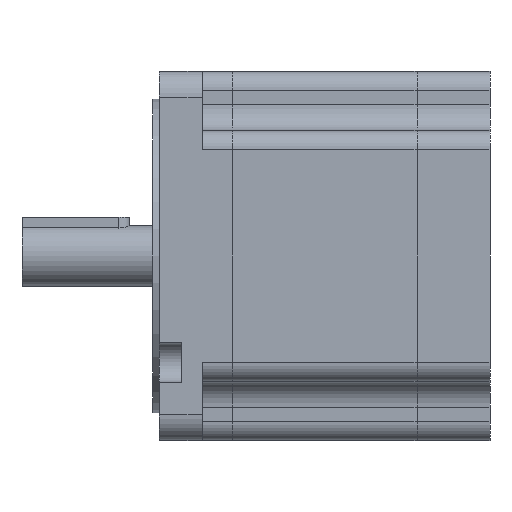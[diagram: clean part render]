
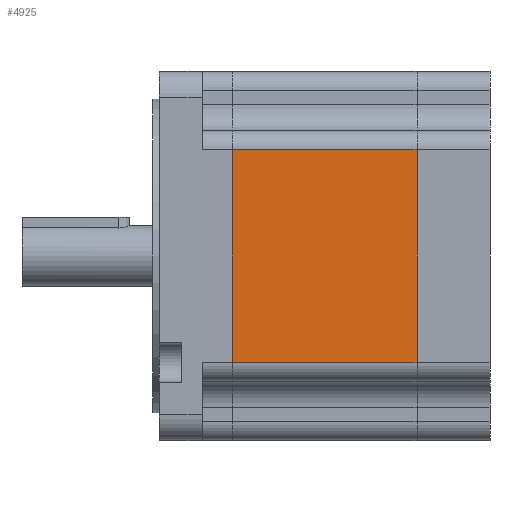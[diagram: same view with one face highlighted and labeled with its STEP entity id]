
A CAD part, left-side view. The second image highlights one B-rep face of the part: STEP entity #4925.
In plain terms, the highlighted planar face has unit normal (-1, 0, 0).
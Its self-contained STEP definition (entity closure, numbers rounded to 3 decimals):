
#37 = VECTOR ( 'NONE', #5337, 1000. ) ;
#162 = DIRECTION ( 'NONE',  ( 0., 0., 1. ) ) ;
#831 = ORIENTED_EDGE ( 'NONE', *, *, #5333, .F. ) ;
#852 = VERTEX_POINT ( 'NONE', #3007 ) ;
#1106 = AXIS2_PLACEMENT_3D ( 'NONE', #2717, #5947, #3167 ) ;
#1220 = CARTESIAN_POINT ( 'NONE',  ( 0., 0., -67.8 ) ) ;
#1282 = LINE ( 'NONE', #4408, #37 ) ;
#1511 = DIRECTION ( 'NONE',  ( 0., 0., 1. ) ) ;
#1528 = ORIENTED_EDGE ( 'NONE', *, *, #1598, .T. ) ;
#1598 = EDGE_CURVE ( 'NONE', #852, #3828, #5727, .T. ) ;
#1792 = CARTESIAN_POINT ( 'NONE',  ( 0., 43., -67.8 ) ) ;
#1899 = VECTOR ( 'NONE', #162, 1000. ) ;
#2150 = ORIENTED_EDGE ( 'NONE', *, *, #2235, .F. ) ;
#2235 = EDGE_CURVE ( 'NONE', #3900, #5714, #5581, .T. ) ;
#2453 = CARTESIAN_POINT ( 'NONE',  ( 0., 43., -67.8 ) ) ;
#2664 = DIRECTION ( 'NONE',  ( 0., -1., 0. ) ) ;
#2717 = CARTESIAN_POINT ( 'NONE',  ( 0., 43., -67.8 ) ) ;
#3007 = CARTESIAN_POINT ( 'NONE',  ( 0., 0., -67.8 ) ) ;
#3167 = DIRECTION ( 'NONE',  ( 0., 0., -1. ) ) ;
#3828 = VERTEX_POINT ( 'NONE', #4240 ) ;
#3900 = VERTEX_POINT ( 'NONE', #2453 ) ;
#3998 = FACE_OUTER_BOUND ( 'NONE', #4892, .T. ) ;
#4065 = CARTESIAN_POINT ( 'NONE',  ( 0., 43., -67.8 ) ) ;
#4135 = ORIENTED_EDGE ( 'NONE', *, *, #5637, .T. ) ;
#4240 = CARTESIAN_POINT ( 'NONE',  ( 0., 0., -18.2 ) ) ;
#4408 = CARTESIAN_POINT ( 'NONE',  ( 0., 43., -18.2 ) ) ;
#4761 = VECTOR ( 'NONE', #2664, 1000. ) ;
#4892 = EDGE_LOOP ( 'NONE', ( #1528, #831, #2150, #4135 ) ) ;
#4925 = ADVANCED_FACE ( 'NONE', ( #3998 ), #5470, .F. ) ;
#5333 = EDGE_CURVE ( 'NONE', #5714, #3828, #1282, .T. ) ;
#5337 = DIRECTION ( 'NONE',  ( 0., -1., 0. ) ) ;
#5445 = VECTOR ( 'NONE', #1511, 1000. ) ;
#5470 = PLANE ( 'NONE',  #1106 ) ;
#5473 = CARTESIAN_POINT ( 'NONE',  ( 0., 43., -18.2 ) ) ;
#5581 = LINE ( 'NONE', #1792, #1899 ) ;
#5637 = EDGE_CURVE ( 'NONE', #3900, #852, #5999, .T. ) ;
#5714 = VERTEX_POINT ( 'NONE', #5473 ) ;
#5727 = LINE ( 'NONE', #1220, #5445 ) ;
#5947 = DIRECTION ( 'NONE',  ( 1., 0., 0. ) ) ;
#5999 = LINE ( 'NONE', #4065, #4761 ) ;
